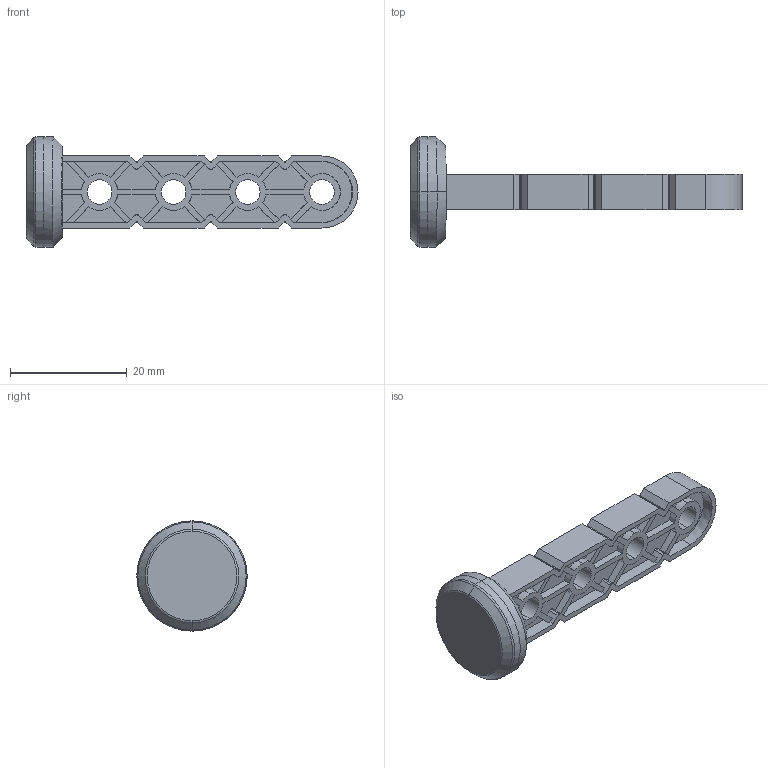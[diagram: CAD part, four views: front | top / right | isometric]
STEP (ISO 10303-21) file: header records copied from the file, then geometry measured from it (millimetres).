
FILE_DESCRIPTION (( 'STEP AP214' ), '1' );
FILE_NAME ('228-3167-010.STEP', '2014-05-02T15:45:04', ( '' ), ( '' ), 'SwSTEP 2.0', 'SolidWorks 2013', '' );
FILE_SCHEMA (( 'AUTOMOTIVE_DESIGN' ));
Length unit declared in the file: millimetre
Products named in the file (3): 228-3167-003 Rev7; 228-3167-001 Rev7_low res model; 228-3167-010
Assembly tree (2 placements, depth 2):
  228-3167-010
    228-3167-001 Rev7_low res model
    228-3167-003 Rev7
Bounding box: 56.87 x 18.9 x 18.9 mm (x, y, z)
Volume: 3250.4 mm3; surface area: 4825.8 mm2
Topology: 2 solids, 2 shells, 331 faces, 939 edges, 616 vertices
Faces by surface type: plane 195, cone 84, cylinder 27, bspline 14, torus 11
Entity records: 11332 total; most frequent: CARTESIAN_POINT 2925, ORIENTED_EDGE 1878, DIRECTION 1586, EDGE_CURVE 939, VERTEX_POINT 616, VECTOR 560, LINE 560, AXIS2_PLACEMENT_3D 513
